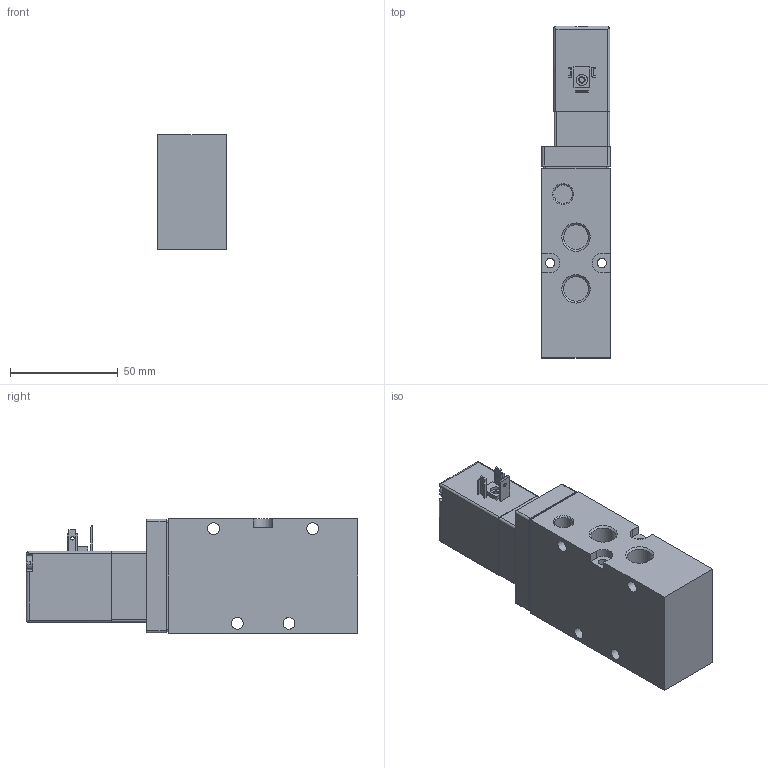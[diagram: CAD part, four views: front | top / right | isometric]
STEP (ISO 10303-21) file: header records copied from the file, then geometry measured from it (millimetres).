
FILE_DESCRIPTION(/* description */ ('STEP AP214'),/* implementation_level */ '2;1');
FILE_NAME(/* name */ '15903_MVH-5-1_4-S-B',/* time_stamp */ '2024-09-11T20:43:54+02:00',/* author */ ('License CC BY-ND 4.0'),/* organization */ ('CADENAS'),/* preprocessor_version */ 'ST-DEVELOPER v19.3',/* originating_system */ 'PARTsolutions',/* authorisation */ ' ');
FILE_SCHEMA (('AUTOMOTIVE_DESIGN {1 0 10303 214 3 1 1}'));
Length unit declared in the file: millimetre
Products named in the file (3): 15903 MVH-5-1/4-S-B--(0); 15903 MVH-5-1/4-S-B_valves; 15903 MVH-5-1/4-S-B_coil
Assembly tree (2 placements, depth 2):
  15903 MVH-5-1/4-S-B--(0)
    15903 MVH-5-1/4-S-B_valves
    15903 MVH-5-1/4-S-B_coil
Bounding box: 32 x 154 x 53 mm (x, y, z)
Volume: 194206.4 mm3; surface area: 38389.7 mm2
Topology: 2 solids, 2 shells, 213 faces, 521 edges, 339 vertices
Faces by surface type: plane 138, cylinder 59, cone 16
Full cylindrical faces by diameter (mm): 1.6 x3, 2.459 x1, 3.242 x2, 4 x2, 4.134 x1, 4.3 x2, 5.2 x1, 5.5 x4, 6 x1, 8 x2, 8.566 x1, 11.445 x5
Entity records: 6928 total; most frequent: CARTESIAN_POINT 1101, DIRECTION 1027, ORIENTED_EDGE 946, EDGE_CURVE 473, AXIS2_PLACEMENT_3D 364, VERTEX_POINT 332, LINE 299, VECTOR 299
